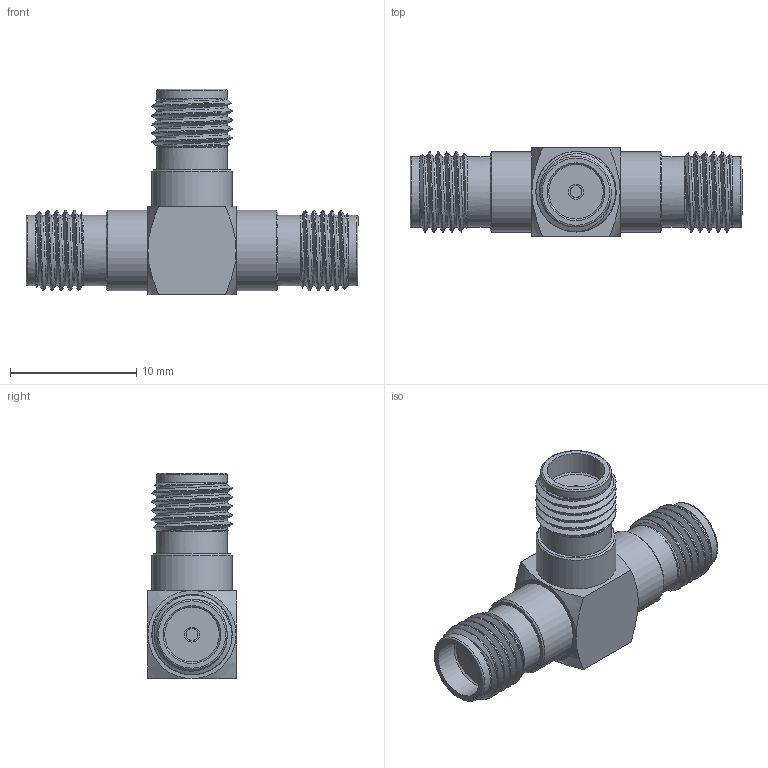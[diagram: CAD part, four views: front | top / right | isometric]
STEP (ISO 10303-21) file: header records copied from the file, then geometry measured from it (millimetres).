
FILE_DESCRIPTION (( 'STEP AP203' ), '1' );
FILE_NAME ('PE9246_3D.step', '2020-08-25T14:41:56', ( '' ), ( '' ), 'SwSTEP 2.0', 'SolidWorks 2018', '' );
FILE_SCHEMA (( 'CONFIG_CONTROL_DESIGN' ));
Length unit declared in the file: inch
Products named in the file (1): PE9246_3D
Bounding box: 26.29 x 6.99 x 16.26 mm (x, y, z)
Volume: 1034.2 mm3; surface area: 1047.3 mm2
Topology: 1 solids, 1 shells, 74 faces, 147 edges, 90 vertices
Faces by surface type: cylinder 21, plane 21, cone 20, bspline 9, torus 3
Full cylindrical faces by diameter (mm): 0.94 x3, 1.194 x3, 4.572 x3, 5.582 x6, 6.35 x3
Entity records: 5173 total; most frequent: CARTESIAN_POINT 3836, DIRECTION 242, ORIENTED_EDGE 224, AXIS2_PLACEMENT_3D 119, EDGE_LOOP 116, EDGE_CURVE 112, FACE_OUTER_BOUND 95, VERTEX_POINT 82
